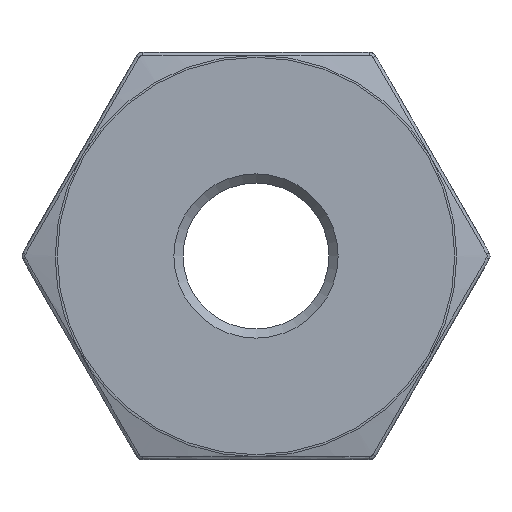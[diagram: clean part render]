
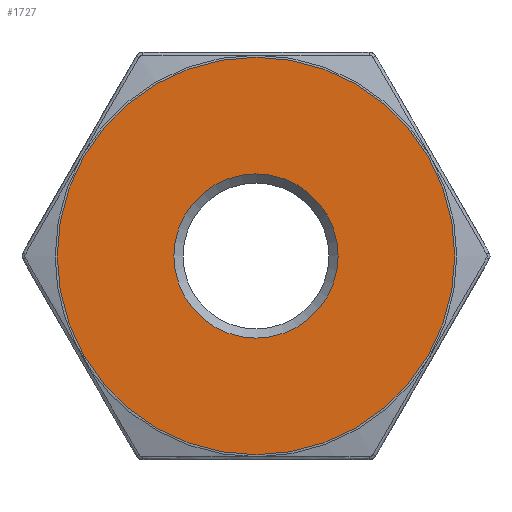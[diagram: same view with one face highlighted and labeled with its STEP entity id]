
A CAD part, left-side view. The second image highlights one B-rep face of the part: STEP entity #1727.
In plain terms, the highlighted planar face has unit normal (-1, 0, 0).
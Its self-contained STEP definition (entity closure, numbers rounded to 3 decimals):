
#301 = AXIS2_PLACEMENT_3D ( 'NONE', #2887, #6093, #2952 ) ;
#1495 = CIRCLE ( 'NONE', #12393, 10.477 ) ;
#1727 = ADVANCED_FACE ( 'NONE', ( #10127, #2989 ), #7097, .F. ) ;
#1959 = VERTEX_POINT ( 'NONE', #13598 ) ;
#2147 = CARTESIAN_POINT ( 'NONE',  ( 0., 0., 0. ) ) ;
#2887 = CARTESIAN_POINT ( 'NONE',  ( 0., 0., 0. ) ) ;
#2935 = VERTEX_POINT ( 'NONE', #8151 ) ;
#2952 = DIRECTION ( 'NONE',  ( 0., 1., 0. ) ) ;
#2989 = FACE_BOUND ( 'NONE', #6265, .T. ) ;
#3064 = EDGE_LOOP ( 'NONE', ( #8861 ) ) ;
#4936 = DIRECTION ( 'NONE',  ( 0., 1., 0. ) ) ;
#5364 = DIRECTION ( 'NONE',  ( 0., 0., 1. ) ) ;
#5894 = EDGE_CURVE ( 'NONE', #1959, #1959, #1495, .T. ) ;
#5987 = CARTESIAN_POINT ( 'NONE',  ( 0., 0., 0. ) ) ;
#6093 = DIRECTION ( 'NONE',  ( -1., 0., 0. ) ) ;
#6131 = DIRECTION ( 'NONE',  ( 1., 0., 0. ) ) ;
#6265 = EDGE_LOOP ( 'NONE', ( #7086 ) ) ;
#7086 = ORIENTED_EDGE ( 'NONE', *, *, #5894, .F. ) ;
#7097 = PLANE ( 'NONE',  #7602 ) ;
#7602 = AXIS2_PLACEMENT_3D ( 'NONE', #5987, #6131, #4936 ) ;
#8151 = CARTESIAN_POINT ( 'NONE',  ( 0., 25.368, 0. ) ) ;
#8861 = ORIENTED_EDGE ( 'NONE', *, *, #13522, .T. ) ;
#10127 = FACE_OUTER_BOUND ( 'NONE', #3064, .T. ) ;
#11890 = DIRECTION ( 'NONE',  ( -1., 0., 0. ) ) ;
#12393 = AXIS2_PLACEMENT_3D ( 'NONE', #2147, #11890, #5364 ) ;
#12552 = CIRCLE ( 'NONE', #301, 25.368 ) ;
#13522 = EDGE_CURVE ( 'NONE', #2935, #2935, #12552, .T. ) ;
#13598 = CARTESIAN_POINT ( 'NONE',  ( 0., 0., 10.477 ) ) ;
